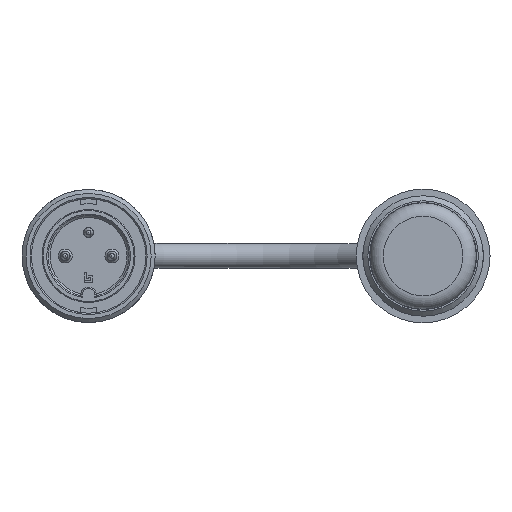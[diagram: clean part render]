
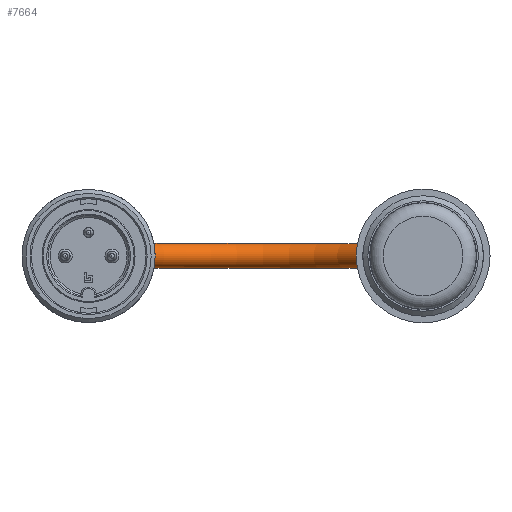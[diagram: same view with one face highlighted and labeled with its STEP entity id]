
A CAD part, left-side view. The second image highlights one B-rep face of the part: STEP entity #7664.
In plain terms, the highlighted toroidal (fillet/blend) face has major radius 25 mm and minor radius 1.85 mm.
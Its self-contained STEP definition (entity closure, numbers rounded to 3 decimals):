
#1432=TOROIDAL_SURFACE('',#8136,25.,1.85);
#1500=FACE_BOUND('',#2027,.T.);
#1583=FACE_OUTER_BOUND('',#2026,.T.);
#2026=EDGE_LOOP('',(#4725));
#2027=EDGE_LOOP('',(#4726));
#2530=CIRCLE('',#8135,1.85);
#2531=CIRCLE('',#8137,1.85);
#2903=VERTEX_POINT('',#11229);
#2904=VERTEX_POINT('',#11232);
#3637=EDGE_CURVE('',#2903,#2903,#2530,.T.);
#3638=EDGE_CURVE('',#2904,#2904,#2531,.T.);
#4725=ORIENTED_EDGE('',*,*,#3637,.F.);
#4726=ORIENTED_EDGE('',*,*,#3638,.T.);
#7664=ADVANCED_FACE('',(#1583,#1500),#1432,.T.);
#8135=AXIS2_PLACEMENT_3D('',#11230,#8957,#8958);
#8136=AXIS2_PLACEMENT_3D('',#11231,#8959,#8960);
#8137=AXIS2_PLACEMENT_3D('',#11233,#8961,#8962);
#8957=DIRECTION('center_axis',(-1.,0.,0.));
#8958=DIRECTION('ref_axis',(0.,-0.001,
1.));
#8959=DIRECTION('center_axis',(0.,-0.001,
1.));
#8960=DIRECTION('ref_axis',(1.,0.,0.));
#8961=DIRECTION('center_axis',(1.,0.,0.));
#8962=DIRECTION('ref_axis',(0.,-0.001,
1.));
#11229=CARTESIAN_POINT('',(298.415,-207.202,-467.63));
#11230=CARTESIAN_POINT('Origin',(298.415,-207.204,-465.78));
#11231=CARTESIAN_POINT('Origin',(298.415,-232.204,-465.803));
#11232=CARTESIAN_POINT('',(298.415,-257.202,-467.676));
#11233=CARTESIAN_POINT('Origin',(298.415,-257.204,-465.826));
